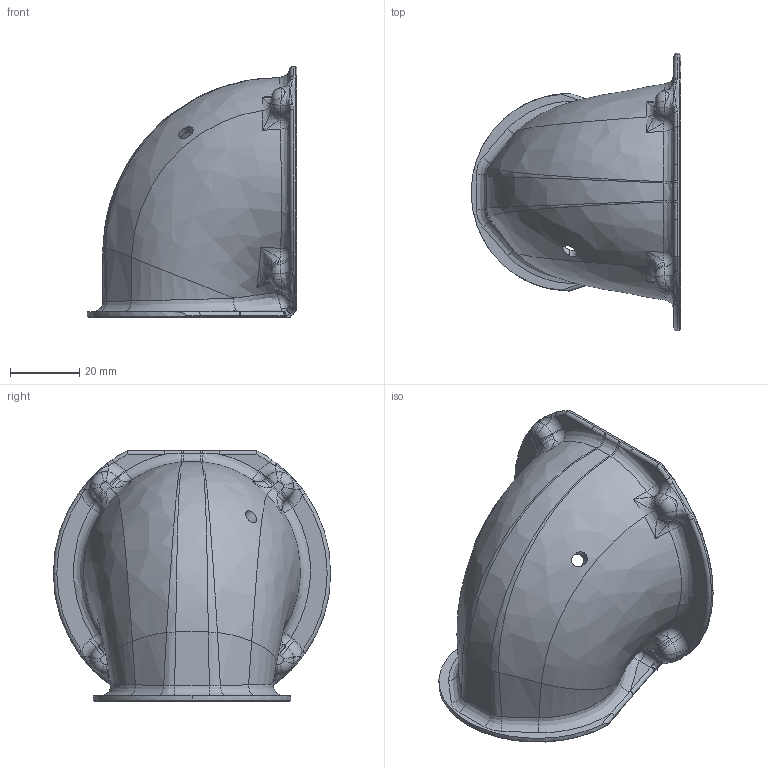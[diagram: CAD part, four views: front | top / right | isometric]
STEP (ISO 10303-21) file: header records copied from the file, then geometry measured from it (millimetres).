
FILE_DESCRIPTION (( 'STEP AP214' ), '1' );
FILE_NAME ('ExhaustDuct_RC1.STEP', '2022-01-10T10:14:37', ( '' ), ( '' ), 'SwSTEP 2.0', 'SolidWorks 2021', '' );
FILE_SCHEMA (( 'AUTOMOTIVE_DESIGN' ));
Length unit declared in the file: millimetre
Products named in the file (1): ExhaustDuct_RC1
Bounding box: 60.5 x 80 x 72.36 mm (x, y, z)
Volume: 26365.4 mm3; surface area: 24810.6 mm2
Topology: 1 solids, 1 shells, 251 faces, 615 edges, 352 vertices
Faces by surface type: bspline 125, cylinder 45, torus 31, plane 26, cone 14, sphere 10
Entity records: 27114 total; most frequent: CARTESIAN_POINT 22189, ORIENTED_EDGE 1194, DIRECTION 797, EDGE_CURVE 597, AXIS2_PLACEMENT_3D 360, VERTEX_POINT 352, B_SPLINE_CURVE_WITH_KNOTS 281, EDGE_LOOP 259
